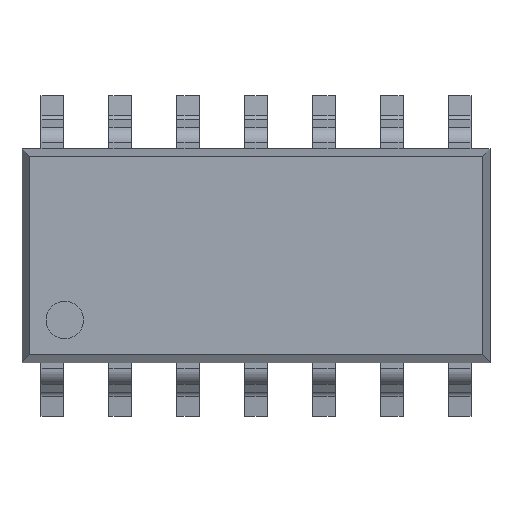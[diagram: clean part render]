
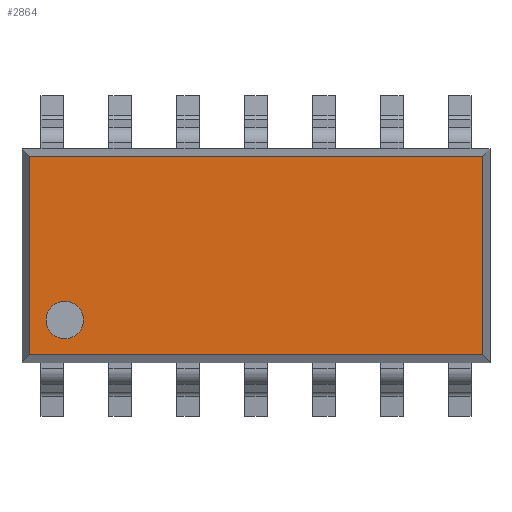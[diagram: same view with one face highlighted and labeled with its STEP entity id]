
A CAD part, top view. The second image highlights one B-rep face of the part: STEP entity #2864.
In plain terms, the highlighted planar face has unit normal (0, 0, 1).
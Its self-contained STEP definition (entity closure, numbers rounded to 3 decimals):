
#44 = VERTEX_POINT ( 'NONE', #391 ) ;
#121 = DIRECTION ( 'NONE',  ( -1., 0., 0. ) ) ;
#238 = DIRECTION ( 'NONE',  ( 0., 0., 1. ) ) ;
#268 = ORIENTED_EDGE ( 'NONE', *, *, #1532, .F. ) ;
#367 = VECTOR ( 'NONE', #3782, 1000. ) ;
#391 = CARTESIAN_POINT ( 'NONE',  ( -4.226, -1.851, 1.75 ) ) ;
#650 = LINE ( 'NONE', #3566, #3330 ) ;
#789 = ORIENTED_EDGE ( 'NONE', *, *, #3010, .T. ) ;
#993 = DIRECTION ( 'NONE',  ( 0., 0., 1. ) ) ;
#1079 = ORIENTED_EDGE ( 'NONE', *, *, #5528, .T. ) ;
#1186 = DIRECTION ( 'NONE',  ( 1., 0., 0. ) ) ;
#1532 = EDGE_CURVE ( 'NONE', #4894, #4820, #3166, .T. ) ;
#1669 = FACE_OUTER_BOUND ( 'NONE', #6930, .T. ) ;
#1781 = VERTEX_POINT ( 'NONE', #5412 ) ;
#1790 = AXIS2_PLACEMENT_3D ( 'NONE', #4221, #993, #4765 ) ;
#2021 = CARTESIAN_POINT ( 'NONE',  ( 4.375, 2., 1.75 ) ) ;
#2062 = LINE ( 'NONE', #3854, #4616 ) ;
#2134 = PLANE ( 'NONE',  #6470 ) ;
#2151 = CARTESIAN_POINT ( 'NONE',  ( 4.226, 2., 1.75 ) ) ;
#2434 = EDGE_LOOP ( 'NONE', ( #3341, #268 ) ) ;
#2547 = DIRECTION ( 'NONE',  ( -1., 0., 0. ) ) ;
#2710 = EDGE_CURVE ( 'NONE', #1781, #44, #650, .T. ) ;
#2793 = LINE ( 'NONE', #6565, #6950 ) ;
#2864 = ADVANCED_FACE ( 'NONE', ( #5794, #1669 ), #2134, .F. ) ;
#3010 = EDGE_CURVE ( 'NONE', #4535, #4208, #4845, .T. ) ;
#3166 = CIRCLE ( 'NONE', #1790, 0.35 ) ;
#3323 = CARTESIAN_POINT ( 'NONE',  ( -3.225, -1.2, 1.75 ) ) ;
#3330 = VECTOR ( 'NONE', #4117, 1000. ) ;
#3341 = ORIENTED_EDGE ( 'NONE', *, *, #5837, .F. ) ;
#3446 = CARTESIAN_POINT ( 'NONE',  ( -3.575, -1.2, 1.75 ) ) ;
#3566 = CARTESIAN_POINT ( 'NONE',  ( -4.226, 2., 1.75 ) ) ;
#3782 = DIRECTION ( 'NONE',  ( 0., 1., 0. ) ) ;
#3854 = CARTESIAN_POINT ( 'NONE',  ( 4.375, -1.851, 1.75 ) ) ;
#3888 = CARTESIAN_POINT ( 'NONE',  ( 4.226, 1.851, 1.75 ) ) ;
#3992 = DIRECTION ( 'NONE',  ( 1., 0., 0. ) ) ;
#4117 = DIRECTION ( 'NONE',  ( 0., -1., 0. ) ) ;
#4208 = VERTEX_POINT ( 'NONE', #3888 ) ;
#4221 = CARTESIAN_POINT ( 'NONE',  ( -3.575, -1.2, 1.75 ) ) ;
#4535 = VERTEX_POINT ( 'NONE', #5825 ) ;
#4616 = VECTOR ( 'NONE', #1186, 1000. ) ;
#4765 = DIRECTION ( 'NONE',  ( 1., 0., 0. ) ) ;
#4820 = VERTEX_POINT ( 'NONE', #3323 ) ;
#4845 = LINE ( 'NONE', #2151, #367 ) ;
#4894 = VERTEX_POINT ( 'NONE', #4939 ) ;
#4922 = EDGE_CURVE ( 'NONE', #44, #4535, #2062, .T. ) ;
#4939 = CARTESIAN_POINT ( 'NONE',  ( -3.925, -1.2, 1.75 ) ) ;
#5412 = CARTESIAN_POINT ( 'NONE',  ( -4.226, 1.851, 1.75 ) ) ;
#5528 = EDGE_CURVE ( 'NONE', #4208, #1781, #2793, .T. ) ;
#5794 = FACE_BOUND ( 'NONE', #2434, .T. ) ;
#5803 = DIRECTION ( 'NONE',  ( 0., 0., -1. ) ) ;
#5825 = CARTESIAN_POINT ( 'NONE',  ( 4.226, -1.851, 1.75 ) ) ;
#5837 = EDGE_CURVE ( 'NONE', #4820, #4894, #5849, .T. ) ;
#5849 = CIRCLE ( 'NONE', #6905, 0.35 ) ;
#6097 = ORIENTED_EDGE ( 'NONE', *, *, #2710, .T. ) ;
#6336 = ORIENTED_EDGE ( 'NONE', *, *, #4922, .T. ) ;
#6470 = AXIS2_PLACEMENT_3D ( 'NONE', #2021, #5803, #2547 ) ;
#6565 = CARTESIAN_POINT ( 'NONE',  ( 4.375, 1.851, 1.75 ) ) ;
#6905 = AXIS2_PLACEMENT_3D ( 'NONE', #3446, #238, #3992 ) ;
#6930 = EDGE_LOOP ( 'NONE', ( #789, #1079, #6097, #6336 ) ) ;
#6950 = VECTOR ( 'NONE', #121, 1000. ) ;
